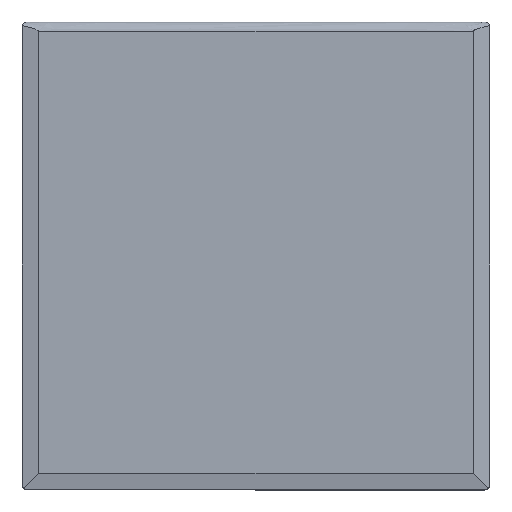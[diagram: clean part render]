
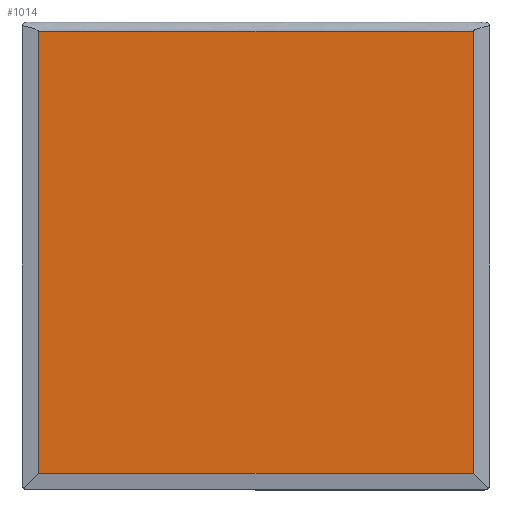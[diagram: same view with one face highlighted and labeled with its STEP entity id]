
A CAD part, top view. The second image highlights one B-rep face of the part: STEP entity #1014.
In plain terms, the highlighted planar face has unit normal (0, 0, 1).
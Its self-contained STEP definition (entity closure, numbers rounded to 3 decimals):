
#16 = CARTESIAN_POINT ( 'NONE',  ( 117.5, 123.5, 0. ) ) ;
#39 = LINE ( 'NONE', #1461, #1089 ) ;
#56 = DIRECTION ( 'NONE',  ( 0., 1., 0. ) ) ;
#103 = CARTESIAN_POINT ( 'NONE',  ( -117.5, -117.5, 0. ) ) ;
#146 = LINE ( 'NONE', #16, #1623 ) ;
#185 = DIRECTION ( 'NONE',  ( 1., 0., 0. ) ) ;
#233 = FACE_OUTER_BOUND ( 'NONE', #1391, .T. ) ;
#238 = EDGE_CURVE ( 'NONE', #1011, #896, #146, .T. ) ;
#253 = CARTESIAN_POINT ( 'NONE',  ( 39.167, 121.5, 0. ) ) ;
#326 = EDGE_CURVE ( 'NONE', #598, #347, #1204, .T. ) ;
#331 = EDGE_CURVE ( 'NONE', #896, #598, #982, .T. ) ;
#347 = VERTEX_POINT ( 'NONE', #103 ) ;
#361 = CARTESIAN_POINT ( 'NONE',  ( 117.5, 121.5, 0. ) ) ;
#384 = CARTESIAN_POINT ( 'NONE',  ( -117.5, 121.5, 0. ) ) ;
#402 = CARTESIAN_POINT ( 'NONE',  ( 117.5, 121.5, 0. ) ) ;
#506 = CARTESIAN_POINT ( 'NONE',  ( -117.5, 121.5, 0. ) ) ;
#598 = VERTEX_POINT ( 'NONE', #506 ) ;
#686 = CARTESIAN_POINT ( 'NONE',  ( -39.167, 121.5, 0. ) ) ;
#879 = AXIS2_PLACEMENT_3D ( 'NONE', #928, #1247, #1226 ) ;
#887 = EDGE_CURVE ( 'NONE', #347, #1011, #39, .T. ) ;
#896 = VERTEX_POINT ( 'NONE', #361 ) ;
#928 = CARTESIAN_POINT ( 'NONE',  ( -123.5, -123.5, 0. ) ) ;
#934 = ORIENTED_EDGE ( 'NONE', *, *, #326, .T. ) ;
#939 = VECTOR ( 'NONE', #1829, 1000. ) ;
#982 = B_SPLINE_CURVE_WITH_KNOTS ( 'NONE', 3,
 ( #402, #253, #686, #384 ),
 .UNSPECIFIED., .F., .F.,
 ( 4, 4 ),
 ( 0., 1. ),
 .UNSPECIFIED. ) ;
#1011 = VERTEX_POINT ( 'NONE', #1220 ) ;
#1014 = ADVANCED_FACE ( 'NONE', ( #233 ), #1544, .F. ) ;
#1089 = VECTOR ( 'NONE', #185, 1000. ) ;
#1194 = ORIENTED_EDGE ( 'NONE', *, *, #238, .T. ) ;
#1204 = LINE ( 'NONE', #1271, #939 ) ;
#1220 = CARTESIAN_POINT ( 'NONE',  ( 117.5, -117.5, 0. ) ) ;
#1226 = DIRECTION ( 'NONE',  ( -1., 0., 0. ) ) ;
#1247 = DIRECTION ( 'NONE',  ( 0., 0., -1. ) ) ;
#1256 = ORIENTED_EDGE ( 'NONE', *, *, #331, .T. ) ;
#1271 = CARTESIAN_POINT ( 'NONE',  ( -117.5, -123.5, 0. ) ) ;
#1391 = EDGE_LOOP ( 'NONE', ( #1194, #1256, #934, #1802 ) ) ;
#1461 = CARTESIAN_POINT ( 'NONE',  ( 123.5, -117.5, 0. ) ) ;
#1544 = PLANE ( 'NONE',  #879 ) ;
#1623 = VECTOR ( 'NONE', #56, 1000. ) ;
#1802 = ORIENTED_EDGE ( 'NONE', *, *, #887, .T. ) ;
#1829 = DIRECTION ( 'NONE',  ( 0., -1., 0. ) ) ;
